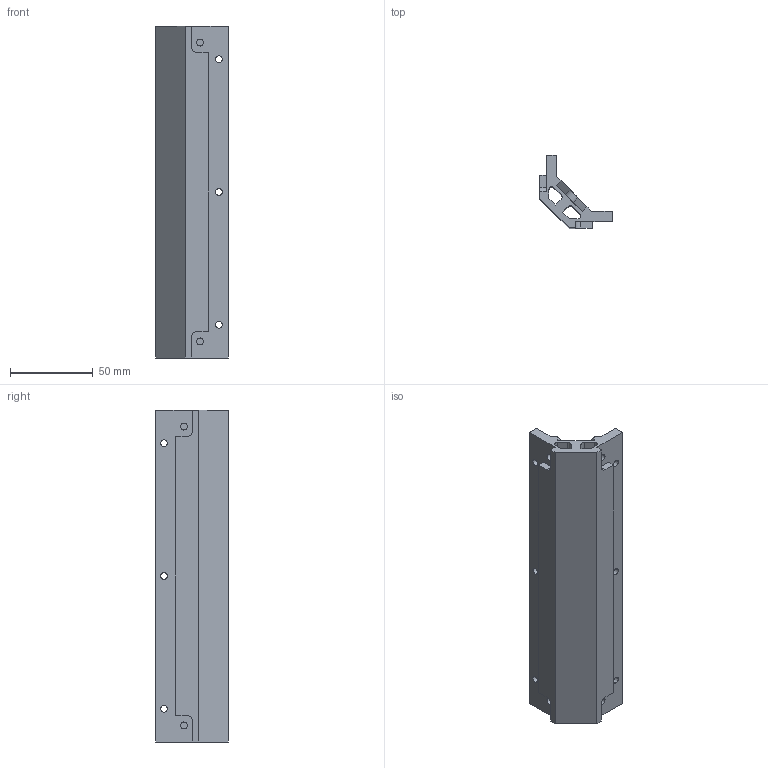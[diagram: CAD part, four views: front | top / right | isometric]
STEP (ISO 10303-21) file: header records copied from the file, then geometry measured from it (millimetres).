
FILE_DESCRIPTION (( 'STEP AP203' ), '1' );
FILE_NAME ('MidV2.STEP', '2025-09-13T23:16:56', ( '' ), ( '' ), 'SwSTEP 2.0', 'SolidWorks 2023', '' );
FILE_SCHEMA (( 'CONFIG_CONTROL_DESIGN' ));
Length unit declared in the file: millimetre
Products named in the file (1): MidV2
Bounding box: 43.68 x 43.68 x 200 mm (x, y, z)
Volume: 116633.5 mm3; surface area: 44531.3 mm2
Topology: 1 solids, 1 shells, 159 faces, 407 edges, 258 vertices
Faces by surface type: cylinder 78, plane 63, bspline 10, torus 8
Entity records: 5502 total; most frequent: CARTESIAN_POINT 1495, DIRECTION 841, ORIENTED_EDGE 798, EDGE_CURVE 399, AXIS2_PLACEMENT_3D 316, VERTEX_POINT 258, LINE 209, VECTOR 209
